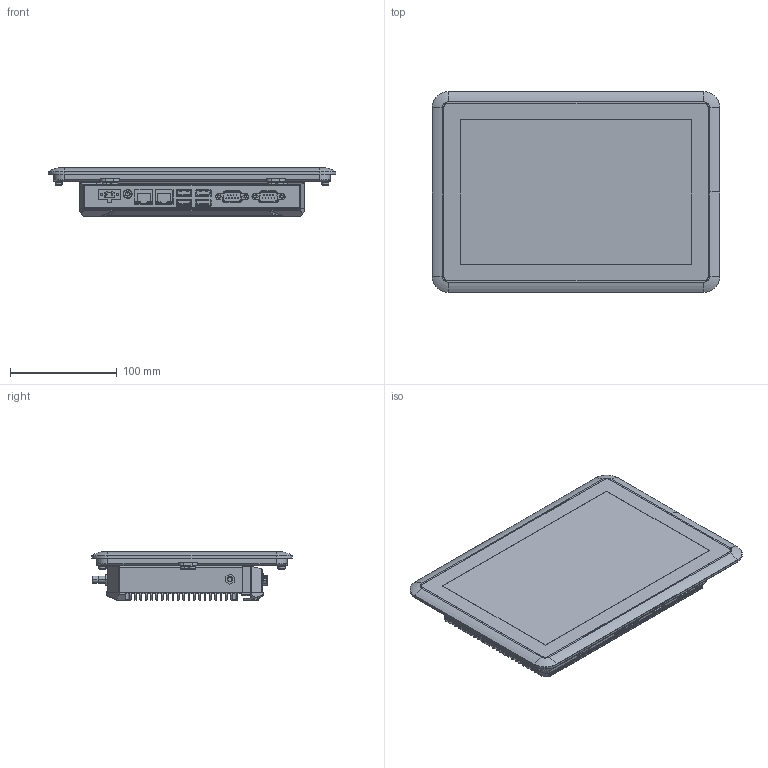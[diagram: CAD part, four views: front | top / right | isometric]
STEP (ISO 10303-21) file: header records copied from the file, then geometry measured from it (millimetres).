
FILE_DESCRIPTION (( 'STEP AP214' ), '1' );
FILE_NAME ('AS54F10CXXX.STEP', '2021-03-03T06:45:09', ( 'dhb' ), ( '' ), 'SwSTEP 2.0', 'SolidWorks 2016', '' );
FILE_SCHEMA (( 'AUTOMOTIVE_DESIGN' ));
Length unit declared in the file: millimetre
Products named in the file (1): AS54F10CXXX
Bounding box: 269.16 x 187.8 x 45 mm (x, y, z)
Surface area: 228057.7 mm2 (no closed solid volume)
Topology: 0 solids, 79 shells, 932 faces, 3411 edges, 2492 vertices
Faces by surface type: plane 490, cylinder 334, cone 41, bspline 36, torus 28, sphere 3
Entity records: 46651 total; most frequent: CARTESIAN_POINT 8163, DIRECTION 5858, ORIENTED_EDGE 5201, EDGE_CURVE 3374, VERTEX_POINT 2492, VECTOR 2224, LINE 2224, AXIS2_PLACEMENT_3D 1817
